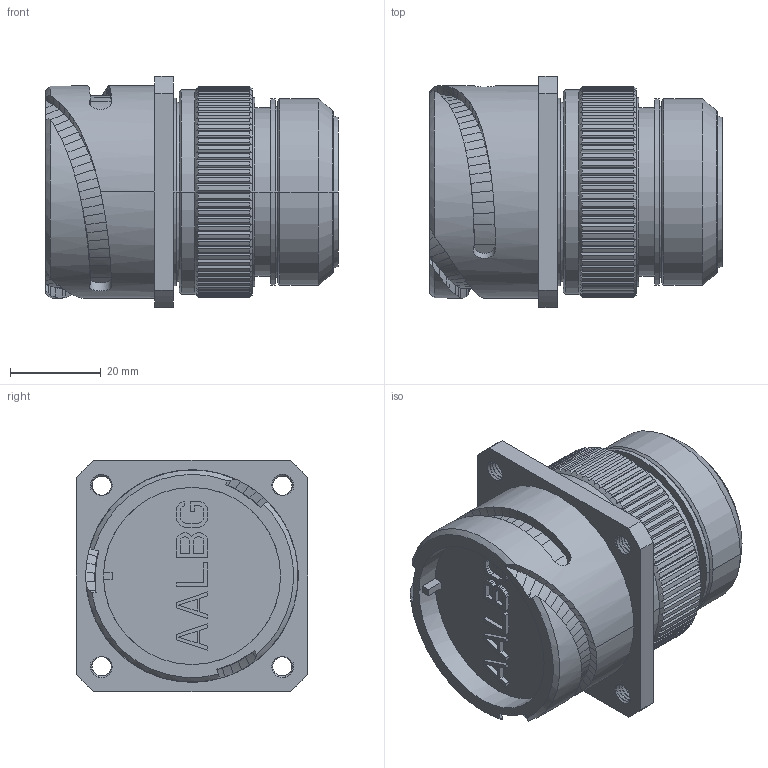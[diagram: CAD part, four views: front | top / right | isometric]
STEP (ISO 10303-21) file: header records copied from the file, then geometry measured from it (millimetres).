
FILE_DESCRIPTION((''),'2;1');
FILE_NAME('VG95234N-28_SW0001','2023-03-23T11:06:24',('paultorloting'),('NET AG system integration'),'CREO PARAMETRIC BY PTC INC, 2021404','CREO PARAMETRIC BY PTC INC, 2021404','');
FILE_SCHEMA(('AUTOMOTIVE_DESIGN { 1 0 10303 214 1 1 1 1 }'));
Length unit declared in the file: millimetre
Products named in the file (1): VG95234N-28_SW0001
Bounding box: 64.4 x 50.8 x 50.8 mm (x, y, z)
Volume: 89186 mm3; surface area: 19331.4 mm2
Topology: 1 solids, 1 shells, 862 faces, 2328 edges, 1499 vertices
Faces by surface type: plane 436, bspline 233, cylinder 153, cone 26, torus 14
Entity records: 39772 total; most frequent: CARTESIAN_POINT 15412, ORIENTED_EDGE 4656, DIRECTION 3088, EDGE_CURVE 2328, VERTEX_POINT 1499, VECTOR 1247, LINE 1247, AXIS2_PLACEMENT_3D 919
